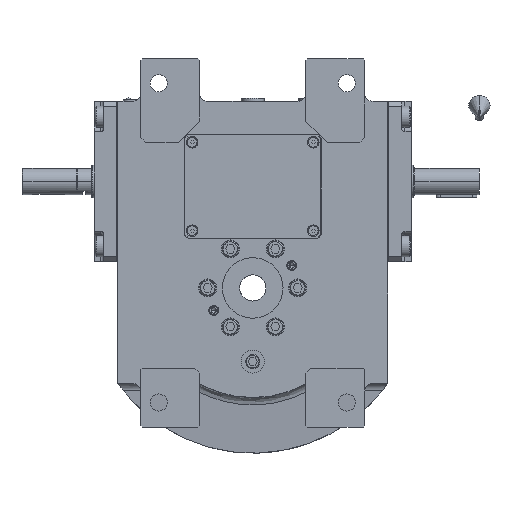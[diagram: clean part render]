
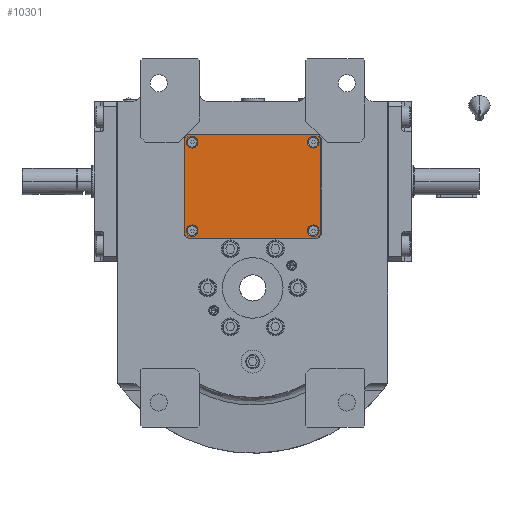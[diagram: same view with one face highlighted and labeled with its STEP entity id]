
A CAD part, front view. The second image highlights one B-rep face of the part: STEP entity #10301.
In plain terms, the highlighted face is planar.
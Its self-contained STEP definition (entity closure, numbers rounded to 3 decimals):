
#839 = DIRECTION ( 'NONE',  ( 0., 0., 1. ) ) ;
#950 = DIRECTION ( 'NONE',  ( 0., 1., 0. ) ) ;
#1097 = EDGE_CURVE ( 'NONE', #42455, #53153, #8189, .T. ) ;
#1128 = AXIS2_PLACEMENT_3D ( 'NONE', #39405, #34728, #50557 ) ;
#1189 = FACE_BOUND ( 'NONE', #6865, .T. ) ;
#2016 = CARTESIAN_POINT ( 'NONE',  ( 41.5, -29.5, 3. ) ) ;
#2435 = CARTESIAN_POINT ( 'NONE',  ( -37., 27., 3. ) ) ;
#2747 = AXIS2_PLACEMENT_3D ( 'NONE', #2435, #24400, #46380 ) ;
#3112 = EDGE_LOOP ( 'NONE', ( #42357, #31230 ) ) ;
#4560 = CARTESIAN_POINT ( 'NONE',  ( 39.5, 31.5, 3. ) ) ;
#6607 = FACE_BOUND ( 'NONE', #3112, .T. ) ;
#6784 = VERTEX_POINT ( 'NONE', #49421 ) ;
#6865 = EDGE_LOOP ( 'NONE', ( #37818, #62605 ) ) ;
#8189 = CIRCLE ( 'NONE', #62249, 3.5 ) ;
#8311 = DIRECTION ( 'NONE',  ( -1., 0., 0. ) ) ;
#8457 = CIRCLE ( 'NONE', #26848, 3.5 ) ;
#9284 = ORIENTED_EDGE ( 'NONE', *, *, #18833, .F. ) ;
#10048 = CARTESIAN_POINT ( 'NONE',  ( -40.5, -27., 3. ) ) ;
#10077 = VERTEX_POINT ( 'NONE', #69290 ) ;
#10140 = ORIENTED_EDGE ( 'NONE', *, *, #25263, .T. ) ;
#10301 = ADVANCED_FACE ( 'NONE', ( #39385, #61333, #6607, #28565, #1189 ), #45125, .T. ) ;
#10364 = DIRECTION ( 'NONE',  ( 1., 0., 0. ) ) ;
#10803 = VERTEX_POINT ( 'NONE', #19111 ) ;
#10893 = VERTEX_POINT ( 'NONE', #64441 ) ;
#10960 = CARTESIAN_POINT ( 'NONE',  ( 0., 0., 3. ) ) ;
#11128 = CARTESIAN_POINT ( 'NONE',  ( -41.5, -29.5, 3. ) ) ;
#11222 = CARTESIAN_POINT ( 'NONE',  ( 37., 27., 3. ) ) ;
#11353 = LINE ( 'NONE', #56604, #17588 ) ;
#12176 = EDGE_CURVE ( 'NONE', #63261, #20341, #25855, .T. ) ;
#12881 = EDGE_CURVE ( 'NONE', #61701, #44997, #22563, .T. ) ;
#13255 = CARTESIAN_POINT ( 'NONE',  ( 39.5, -31.5, 3. ) ) ;
#13294 = VERTEX_POINT ( 'NONE', #27440 ) ;
#13505 = DIRECTION ( 'NONE',  ( -0.707, 0.707, 0. ) ) ;
#13628 = ORIENTED_EDGE ( 'NONE', *, *, #62558, .T. ) ;
#14847 = CARTESIAN_POINT ( 'NONE',  ( 39.5, 31.5, 3. ) ) ;
#14985 = AXIS2_PLACEMENT_3D ( 'NONE', #26200, #64720, #22455 ) ;
#15242 = EDGE_CURVE ( 'NONE', #18082, #61701, #49912, .T. ) ;
#15367 = LINE ( 'NONE', #4560, #49032 ) ;
#15770 = DIRECTION ( 'NONE',  ( 1., 0., 0. ) ) ;
#16581 = CIRCLE ( 'NONE', #2747, 3.5 ) ;
#16716 = VECTOR ( 'NONE', #13505, 1000. ) ;
#16748 = ORIENTED_EDGE ( 'NONE', *, *, #17001, .T. ) ;
#17001 = EDGE_CURVE ( 'NONE', #6784, #18082, #23145, .T. ) ;
#17588 = VECTOR ( 'NONE', #54597, 1000. ) ;
#17834 = ORIENTED_EDGE ( 'NONE', *, *, #42440, .T. ) ;
#17956 = VECTOR ( 'NONE', #18642, 1000. ) ;
#18009 = CARTESIAN_POINT ( 'NONE',  ( 37., -27., 3. ) ) ;
#18082 = VERTEX_POINT ( 'NONE', #11128 ) ;
#18642 = DIRECTION ( 'NONE',  ( 0.707, 0.707, 0. ) ) ;
#18755 = CARTESIAN_POINT ( 'NONE',  ( -37., 27., 3. ) ) ;
#18833 = EDGE_CURVE ( 'NONE', #10077, #35522, #47662, .T. ) ;
#19111 = CARTESIAN_POINT ( 'NONE',  ( 41.5, 29.5, 3. ) ) ;
#20341 = VERTEX_POINT ( 'NONE', #64627 ) ;
#21087 = ORIENTED_EDGE ( 'NONE', *, *, #15242, .T. ) ;
#22455 = DIRECTION ( 'NONE',  ( -1., 0., 0. ) ) ;
#22563 = LINE ( 'NONE', #44192, #30552 ) ;
#22796 = DIRECTION ( 'NONE',  ( -1., 0., 0. ) ) ;
#23145 = LINE ( 'NONE', #44065, #63744 ) ;
#23526 = VERTEX_POINT ( 'NONE', #67346 ) ;
#23763 = DIRECTION ( 'NONE',  ( 1., 0., 0. ) ) ;
#24145 = CARTESIAN_POINT ( 'NONE',  ( -39.5, -31.5, 3. ) ) ;
#24400 = DIRECTION ( 'NONE',  ( 0., 0., 1. ) ) ;
#25128 = ORIENTED_EDGE ( 'NONE', *, *, #52509, .T. ) ;
#25263 = EDGE_CURVE ( 'NONE', #44997, #23526, #44944, .T. ) ;
#25855 = CIRCLE ( 'NONE', #35069, 3.5 ) ;
#26200 = CARTESIAN_POINT ( 'NONE',  ( -37., -27., 3. ) ) ;
#26238 = VERTEX_POINT ( 'NONE', #14847 ) ;
#26527 = DIRECTION ( 'NONE',  ( -1., 0., 0. ) ) ;
#26652 = CIRCLE ( 'NONE', #66880, 3.5 ) ;
#26848 = AXIS2_PLACEMENT_3D ( 'NONE', #18009, #35306, #23763 ) ;
#26914 = DIRECTION ( 'NONE',  ( 0., 0., 1. ) ) ;
#27440 = CARTESIAN_POINT ( 'NONE',  ( -39.5, 31.5, 3. ) ) ;
#28565 = FACE_BOUND ( 'NONE', #41197, .T. ) ;
#29918 = CIRCLE ( 'NONE', #14985, 3.5 ) ;
#29930 = DIRECTION ( 'NONE',  ( 0., 0., 1. ) ) ;
#30552 = VECTOR ( 'NONE', #10364, 1000. ) ;
#30696 = VECTOR ( 'NONE', #56026, 1000. ) ;
#31230 = ORIENTED_EDGE ( 'NONE', *, *, #12176, .F. ) ;
#33274 = DIRECTION ( 'NONE',  ( 0., -1., 0. ) ) ;
#33412 = VECTOR ( 'NONE', #950, 1000. ) ;
#34658 = EDGE_CURVE ( 'NONE', #62920, #10893, #8457, .T. ) ;
#34728 = DIRECTION ( 'NONE',  ( 0., 0., 1. ) ) ;
#35069 = AXIS2_PLACEMENT_3D ( 'NONE', #18755, #29930, #8311 ) ;
#35306 = DIRECTION ( 'NONE',  ( 0., 0., 1. ) ) ;
#35522 = VERTEX_POINT ( 'NONE', #67236 ) ;
#37818 = ORIENTED_EDGE ( 'NONE', *, *, #1097, .F. ) ;
#37989 = EDGE_LOOP ( 'NONE', ( #13628, #63088, #17834, #25128, #16748, #21087, #49216, #10140 ) ) ;
#38776 = EDGE_CURVE ( 'NONE', #20341, #63261, #16581, .T. ) ;
#39385 = FACE_OUTER_BOUND ( 'NONE', #37989, .T. ) ;
#39405 = CARTESIAN_POINT ( 'NONE',  ( 37., -27., 3. ) ) ;
#39745 = DIRECTION ( 'NONE',  ( 0., 0., 1. ) ) ;
#40162 = CARTESIAN_POINT ( 'NONE',  ( 41.5, 29.5, 3. ) ) ;
#41197 = EDGE_LOOP ( 'NONE', ( #53381, #47944 ) ) ;
#42357 = ORIENTED_EDGE ( 'NONE', *, *, #38776, .F. ) ;
#42440 = EDGE_CURVE ( 'NONE', #26238, #13294, #15367, .T. ) ;
#42455 = VERTEX_POINT ( 'NONE', #49229 ) ;
#43991 = DIRECTION ( 'NONE',  ( 0., 0., 1. ) ) ;
#44065 = CARTESIAN_POINT ( 'NONE',  ( -41.5, 29.5, 3. ) ) ;
#44192 = CARTESIAN_POINT ( 'NONE',  ( -39.5, -31.5, 3. ) ) ;
#44944 = LINE ( 'NONE', #13255, #17956 ) ;
#44997 = VERTEX_POINT ( 'NONE', #53118 ) ;
#45125 = PLANE ( 'NONE',  #48687 ) ;
#46329 = EDGE_CURVE ( 'NONE', #10893, #62920, #54051, .T. ) ;
#46380 = DIRECTION ( 'NONE',  ( 1., 0., 0. ) ) ;
#47338 = LINE ( 'NONE', #40162, #16716 ) ;
#47662 = CIRCLE ( 'NONE', #67225, 3.5 ) ;
#47944 = ORIENTED_EDGE ( 'NONE', *, *, #46329, .F. ) ;
#48687 = AXIS2_PLACEMENT_3D ( 'NONE', #10960, #39745, #61695 ) ;
#49001 = CARTESIAN_POINT ( 'NONE',  ( -40.5, 27., 3. ) ) ;
#49032 = VECTOR ( 'NONE', #26527, 1000. ) ;
#49216 = ORIENTED_EDGE ( 'NONE', *, *, #12881, .T. ) ;
#49229 = CARTESIAN_POINT ( 'NONE',  ( -33.5, -27., 3. ) ) ;
#49421 = CARTESIAN_POINT ( 'NONE',  ( -41.5, 29.5, 3. ) ) ;
#49912 = LINE ( 'NONE', #66456, #30696 ) ;
#50184 = CARTESIAN_POINT ( 'NONE',  ( 37., 27., 3. ) ) ;
#50557 = DIRECTION ( 'NONE',  ( -1., 0., 0. ) ) ;
#51275 = EDGE_CURVE ( 'NONE', #35522, #10077, #26652, .T. ) ;
#52509 = EDGE_CURVE ( 'NONE', #13294, #6784, #11353, .T. ) ;
#53118 = CARTESIAN_POINT ( 'NONE',  ( 39.5, -31.5, 3. ) ) ;
#53153 = VERTEX_POINT ( 'NONE', #10048 ) ;
#53381 = ORIENTED_EDGE ( 'NONE', *, *, #34658, .F. ) ;
#54051 = CIRCLE ( 'NONE', #1128, 3.5 ) ;
#54597 = DIRECTION ( 'NONE',  ( -0.707, -0.707, 0. ) ) ;
#55175 = ORIENTED_EDGE ( 'NONE', *, *, #51275, .F. ) ;
#55561 = EDGE_LOOP ( 'NONE', ( #9284, #55175 ) ) ;
#56026 = DIRECTION ( 'NONE',  ( 0.707, -0.707, 0. ) ) ;
#56477 = EDGE_CURVE ( 'NONE', #10803, #26238, #47338, .T. ) ;
#56604 = CARTESIAN_POINT ( 'NONE',  ( -39.5, 31.5, 3. ) ) ;
#60944 = EDGE_CURVE ( 'NONE', #53153, #42455, #29918, .T. ) ;
#61333 = FACE_BOUND ( 'NONE', #55561, .T. ) ;
#61695 = DIRECTION ( 'NONE',  ( 1., 0., 0. ) ) ;
#61701 = VERTEX_POINT ( 'NONE', #24145 ) ;
#62249 = AXIS2_PLACEMENT_3D ( 'NONE', #70836, #26914, #15770 ) ;
#62558 = EDGE_CURVE ( 'NONE', #23526, #10803, #66839, .T. ) ;
#62605 = ORIENTED_EDGE ( 'NONE', *, *, #60944, .F. ) ;
#62920 = VERTEX_POINT ( 'NONE', #71094 ) ;
#63088 = ORIENTED_EDGE ( 'NONE', *, *, #56477, .T. ) ;
#63261 = VERTEX_POINT ( 'NONE', #49001 ) ;
#63744 = VECTOR ( 'NONE', #33274, 1000. ) ;
#64441 = CARTESIAN_POINT ( 'NONE',  ( 33.5, -27., 3. ) ) ;
#64627 = CARTESIAN_POINT ( 'NONE',  ( -33.5, 27., 3. ) ) ;
#64720 = DIRECTION ( 'NONE',  ( 0., 0., 1. ) ) ;
#66305 = DIRECTION ( 'NONE',  ( 1., 0., 0. ) ) ;
#66456 = CARTESIAN_POINT ( 'NONE',  ( -41.5, -29.5, 3. ) ) ;
#66839 = LINE ( 'NONE', #2016, #33412 ) ;
#66880 = AXIS2_PLACEMENT_3D ( 'NONE', #50184, #839, #22796 ) ;
#67225 = AXIS2_PLACEMENT_3D ( 'NONE', #11222, #43991, #66305 ) ;
#67236 = CARTESIAN_POINT ( 'NONE',  ( 33.5, 27., 3. ) ) ;
#67346 = CARTESIAN_POINT ( 'NONE',  ( 41.5, -29.5, 3. ) ) ;
#69290 = CARTESIAN_POINT ( 'NONE',  ( 40.5, 27., 3. ) ) ;
#70836 = CARTESIAN_POINT ( 'NONE',  ( -37., -27., 3. ) ) ;
#71094 = CARTESIAN_POINT ( 'NONE',  ( 40.5, -27., 3. ) ) ;
